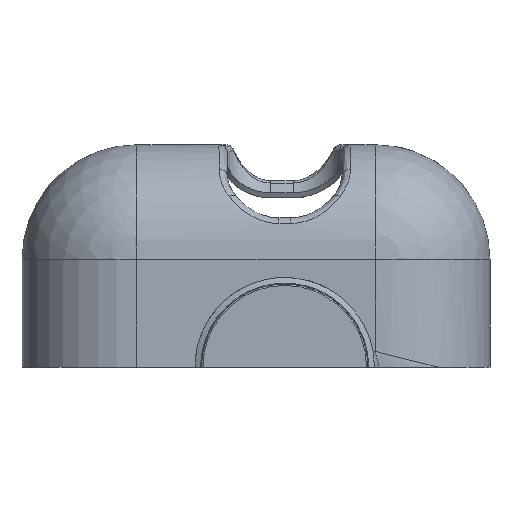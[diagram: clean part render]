
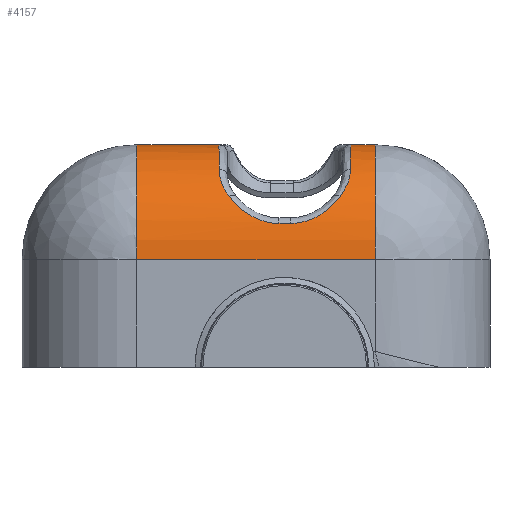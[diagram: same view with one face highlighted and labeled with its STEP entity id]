
A CAD part, left-side view. The second image highlights one B-rep face of the part: STEP entity #4157.
In plain terms, the highlighted cylindrical face has radius 40 mm (diameter 80 mm), a partial arc.
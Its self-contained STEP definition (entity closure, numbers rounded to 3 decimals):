
#131=B_SPLINE_CURVE_WITH_KNOTS('',3,(#10085,#10086,#10087,#10088,#10089,
#10090,#10091),.UNSPECIFIED.,.F.,.F.,(4,3,4),(-0.808,-0.313,
0.),.UNSPECIFIED.);
#133=B_SPLINE_CURVE_WITH_KNOTS('',3,(#10168,#10169,#10170,#10171,#10172,
#10173,#10174,#10175,#10176,#10177),.UNSPECIFIED.,.F.,.F.,(4,3,3,4),(-0.808,
-0.722,-0.451,0.),.UNSPECIFIED.);
#135=B_SPLINE_CURVE_WITH_KNOTS('',3,(#10300,#10301,#10302,#10303,#10304,
#10305,#10306),.UNSPECIFIED.,.F.,.F.,(4,3,4),(0.599,0.981,
1.479),.UNSPECIFIED.);
#136=B_SPLINE_CURVE_WITH_KNOTS('',3,(#10367,#10368,#10369,#10370,#10371,
#10372,#10373),.UNSPECIFIED.,.F.,.F.,(4,3,4),(0.323,0.498,
0.818),.UNSPECIFIED.);
#139=B_SPLINE_CURVE_WITH_KNOTS('',3,(#10451,#10452,#10453,#10454,#10455,
#10456,#10457),.UNSPECIFIED.,.F.,.F.,(4,3,4),(1.127,1.249,
1.623),.UNSPECIFIED.);
#140=B_SPLINE_CURVE_WITH_KNOTS('',3,(#10554,#10555,#10556,#10557,#10558,
#10559,#10560),.UNSPECIFIED.,.F.,.F.,(4,3,4),(3.373,3.711,
4.253),.UNSPECIFIED.);
#322=CYLINDRICAL_SURFACE('',#4533,40.);
#497=CIRCLE('',#4516,40.);
#505=CIRCLE('',#4528,40.);
#510=CIRCLE('',#4534,40.);
#511=CIRCLE('',#4535,40.);
#727=FACE_OUTER_BOUND('',#966,.T.);
#966=EDGE_LOOP('',(#3230,#3231,#3232,#3233,#3234,#3235,#3236,#3237,#3238,
#3239,#3240,#3241,#3242,#3243));
#1220=LINE('',#9589,#1480);
#1230=LINE('',#9927,#1490);
#1237=LINE('',#10106,#1497);
#1239=LINE('',#10566,#1499);
#1480=VECTOR('',#5229,25.4);
#1490=VECTOR('',#5257,25.4);
#1497=VECTOR('',#5290,25.4);
#1499=VECTOR('',#5318,25.4);
#1835=VERTEX_POINT('',#9586);
#1836=VERTEX_POINT('',#9588);
#1846=VERTEX_POINT('',#9924);
#1847=VERTEX_POINT('',#9926);
#1852=VERTEX_POINT('',#9968);
#1854=VERTEX_POINT('',#10082);
#1855=VERTEX_POINT('',#10084);
#1857=VERTEX_POINT('',#10102);
#1859=VERTEX_POINT('',#10167);
#1862=VERTEX_POINT('',#10195);
#1864=VERTEX_POINT('',#10296);
#1866=VERTEX_POINT('',#10441);
#1868=VERTEX_POINT('',#10563);
#1869=VERTEX_POINT('',#10565);
#2343=EDGE_CURVE('',#1836,#1835,#1220,.T.);
#2360=EDGE_CURVE('',#1847,#1846,#1230,.T.);
#2370=EDGE_CURVE('',#1852,#1835,#497,.T.);
#2373=EDGE_CURVE('',#1854,#1855,#131,.T.);
#2378=EDGE_CURVE('',#1855,#1857,#1237,.T.);
#2379=EDGE_CURVE('',#1857,#1859,#133,.T.);
#2386=EDGE_CURVE('',#1847,#1862,#505,.T.);
#2389=EDGE_CURVE('',#1862,#1864,#135,.T.);
#2390=EDGE_CURVE('',#1864,#1854,#136,.T.);
#2394=EDGE_CURVE('',#1859,#1866,#139,.T.);
#2395=EDGE_CURVE('',#1866,#1852,#140,.T.);
#2397=EDGE_CURVE('',#1846,#1868,#510,.T.);
#2398=EDGE_CURVE('',#1868,#1869,#1239,.T.);
#2399=EDGE_CURVE('',#1869,#1836,#511,.T.);
#3230=ORIENTED_EDGE('',*,*,#2370,.F.);
#3231=ORIENTED_EDGE('',*,*,#2395,.F.);
#3232=ORIENTED_EDGE('',*,*,#2394,.F.);
#3233=ORIENTED_EDGE('',*,*,#2379,.F.);
#3234=ORIENTED_EDGE('',*,*,#2378,.F.);
#3235=ORIENTED_EDGE('',*,*,#2373,.F.);
#3236=ORIENTED_EDGE('',*,*,#2390,.F.);
#3237=ORIENTED_EDGE('',*,*,#2389,.F.);
#3238=ORIENTED_EDGE('',*,*,#2386,.F.);
#3239=ORIENTED_EDGE('',*,*,#2360,.T.);
#3240=ORIENTED_EDGE('',*,*,#2397,.T.);
#3241=ORIENTED_EDGE('',*,*,#2398,.T.);
#3242=ORIENTED_EDGE('',*,*,#2399,.T.);
#3243=ORIENTED_EDGE('',*,*,#2343,.T.);
#4157=ADVANCED_FACE('',(#727),#322,.T.);
#4516=AXIS2_PLACEMENT_3D('',#9970,#5276,#5277);
#4528=AXIS2_PLACEMENT_3D('',#10199,#5304,#5305);
#4533=AXIS2_PLACEMENT_3D('',#10562,#5314,#5315);
#4534=AXIS2_PLACEMENT_3D('',#10564,#5316,#5317);
#4535=AXIS2_PLACEMENT_3D('',#10567,#5319,#5320);
#5229=DIRECTION('',(0.,1.,0.));
#5257=DIRECTION('',(0.,1.,0.));
#5276=DIRECTION('center_axis',(0.,1.,0.));
#5277=DIRECTION('ref_axis',(-0.331,0.,0.944));
#5290=DIRECTION('',(0.,-1.,0.));
#5304=DIRECTION('center_axis',(0.,-1.,0.));
#5305=DIRECTION('ref_axis',(-0.331,0.,0.944));
#5314=DIRECTION('center_axis',(0.,1.,0.));
#5315=DIRECTION('ref_axis',(-0.707,0.,0.707));
#5316=DIRECTION('center_axis',(0.,-1.,0.));
#5317=DIRECTION('ref_axis',(0.,0.,1.));
#5318=DIRECTION('',(0.,-1.,0.));
#5319=DIRECTION('center_axis',(0.,1.,0.));
#5320=DIRECTION('ref_axis',(-1.,0.,0.));
#9586=CARTESIAN_POINT('',(-25.5,-70.2,123.1));
#9588=CARTESIAN_POINT('',(-25.5,-78.7,123.1));
#9589=CARTESIAN_POINT('',(-25.5,-37.2,123.1));
#9924=CARTESIAN_POINT('',(-25.5,4.3,123.1));
#9926=CARTESIAN_POINT('',(-25.5,-24.2,123.1));
#9927=CARTESIAN_POINT('',(-25.5,-37.2,123.1));
#9968=CARTESIAN_POINT('',(-28.016,-70.2,123.021));
#9970=CARTESIAN_POINT('Origin',(-25.5,-70.2,83.1));
#10082=CARTESIAN_POINT('',(-58.941,-27.9,105.049));
#10084=CARTESIAN_POINT('',(-63.472,-45.2,95.675));
#10085=CARTESIAN_POINT('Ctrl Pts',(-58.941,-27.9,
105.049));
#10086=CARTESIAN_POINT('Ctrl Pts',(-61.001,-30.241,
101.909));
#10087=CARTESIAN_POINT('Ctrl Pts',(-62.228,-33.587,
99.048));
#10088=CARTESIAN_POINT('Ctrl Pts',(-62.874,-37.434,
97.354));
#10089=CARTESIAN_POINT('Ctrl Pts',(-63.283,-39.867,
96.282));
#10090=CARTESIAN_POINT('Ctrl Pts',(-63.472,-42.55,95.675));
#10091=CARTESIAN_POINT('Ctrl Pts',(-63.472,-45.2,95.675));
#10102=CARTESIAN_POINT('',(-63.472,-49.2,95.675));
#10106=CARTESIAN_POINT('',(-63.472,-37.2,95.675));
#10167=CARTESIAN_POINT('',(-58.941,-66.499,105.049));
#10168=CARTESIAN_POINT('Ctrl Pts',(-63.472,-49.2,95.675));
#10169=CARTESIAN_POINT('Ctrl Pts',(-63.472,-49.923,95.675));
#10170=CARTESIAN_POINT('Ctrl Pts',(-63.458,-50.65,
95.718));
#10171=CARTESIAN_POINT('Ctrl Pts',(-63.429,-51.375,
95.805));
#10172=CARTESIAN_POINT('Ctrl Pts',(-63.337,-53.675,96.079));
#10173=CARTESIAN_POINT('Ctrl Pts',(-63.1,-55.917,
96.793));
#10174=CARTESIAN_POINT('Ctrl Pts',(-62.688,-57.981,97.833));
#10175=CARTESIAN_POINT('Ctrl Pts',(-62.004,-61.408,
99.561));
#10176=CARTESIAN_POINT('Ctrl Pts',(-60.818,-64.367,
102.189));
#10177=CARTESIAN_POINT('Ctrl Pts',(-58.941,-66.499,
105.049));
#10195=CARTESIAN_POINT('',(-28.016,-24.2,123.021));
#10199=CARTESIAN_POINT('Origin',(-25.5,-24.2,83.1));
#10296=CARTESIAN_POINT('',(-50.266,-24.314,114.511));
#10300=CARTESIAN_POINT('Ctrl Pts',(-28.016,-24.2,123.021));
#10301=CARTESIAN_POINT('Ctrl Pts',(-31.501,-24.2,
122.802));
#10302=CARTESIAN_POINT('Ctrl Pts',(-34.978,-24.289,
122.118));
#10303=CARTESIAN_POINT('Ctrl Pts',(-38.288,-24.342,
121.001));
#10304=CARTESIAN_POINT('Ctrl Pts',(-42.61,-24.412,
119.543));
#10305=CARTESIAN_POINT('Ctrl Pts',(-46.68,-24.393,
117.338));
#10306=CARTESIAN_POINT('Ctrl Pts',(-50.266,-24.314,
114.511));
#10367=CARTESIAN_POINT('Ctrl Pts',(-50.266,-24.314,
114.511));
#10368=CARTESIAN_POINT('Ctrl Pts',(-51.532,-24.286,
113.513));
#10369=CARTESIAN_POINT('Ctrl Pts',(-52.746,-24.425,
112.428));
#10370=CARTESIAN_POINT('Ctrl Pts',(-53.856,-24.726,
111.313));
#10371=CARTESIAN_POINT('Ctrl Pts',(-55.884,-25.276,
109.275));
#10372=CARTESIAN_POINT('Ctrl Pts',(-57.609,-26.387,
107.078));
#10373=CARTESIAN_POINT('Ctrl Pts',(-58.941,-27.9,
105.049));
#10441=CARTESIAN_POINT('',(-50.266,-70.085,114.511));
#10451=CARTESIAN_POINT('Ctrl Pts',(-58.941,-66.499,
105.049));
#10452=CARTESIAN_POINT('Ctrl Pts',(-58.435,-67.073,
105.819));
#10453=CARTESIAN_POINT('Ctrl Pts',(-57.874,-67.592,
106.615));
#10454=CARTESIAN_POINT('Ctrl Pts',(-57.26,-68.043,
107.417));
#10455=CARTESIAN_POINT('Ctrl Pts',(-55.366,-69.435,
109.891));
#10456=CARTESIAN_POINT('Ctrl Pts',(-52.973,-70.145,
112.377));
#10457=CARTESIAN_POINT('Ctrl Pts',(-50.266,-70.085,
114.511));
#10554=CARTESIAN_POINT('Ctrl Pts',(-50.266,-70.085,114.511));
#10555=CARTESIAN_POINT('Ctrl Pts',(-47.83,-70.031,116.432));
#10556=CARTESIAN_POINT('Ctrl Pts',(-45.171,-69.996,
118.067));
#10557=CARTESIAN_POINT('Ctrl Pts',(-42.361,-70.011,
119.373));
#10558=CARTESIAN_POINT('Ctrl Pts',(-37.868,-70.034,
121.462));
#10559=CARTESIAN_POINT('Ctrl Pts',(-32.96,-70.2,
122.71));
#10560=CARTESIAN_POINT('Ctrl Pts',(-28.016,-70.2,123.021));
#10562=CARTESIAN_POINT('Origin',(-25.5,-37.2,83.1));
#10563=CARTESIAN_POINT('',(-65.5,4.3,83.1));
#10564=CARTESIAN_POINT('Origin',(-25.5,4.3,83.1));
#10565=CARTESIAN_POINT('',(-65.5,-78.7,83.1));
#10566=CARTESIAN_POINT('',(-65.5,-37.2,83.1));
#10567=CARTESIAN_POINT('Origin',(-25.5,-78.7,83.1));
